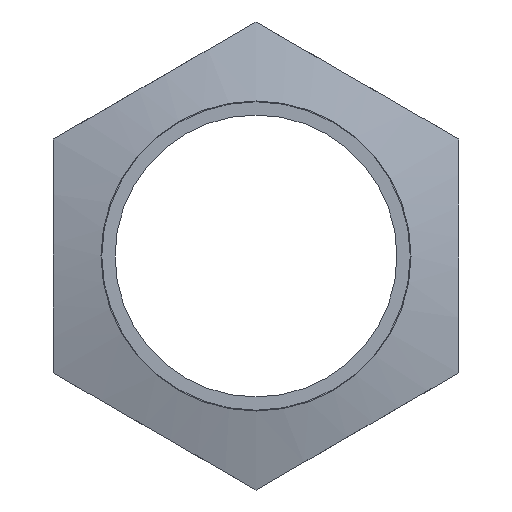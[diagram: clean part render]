
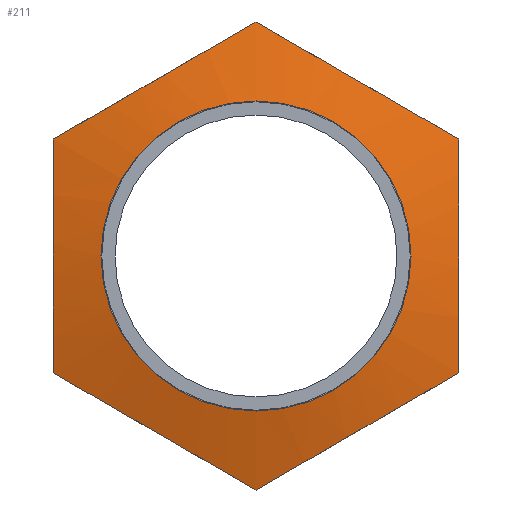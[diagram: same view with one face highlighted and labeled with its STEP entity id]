
A CAD part, left-side view. The second image highlights one B-rep face of the part: STEP entity #211.
In plain terms, the highlighted conical face has half-angle 75 degrees and reference radius 22.079 mm.
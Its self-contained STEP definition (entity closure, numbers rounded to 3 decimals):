
#16=FACE_BOUND($,#57,.T.);
#27=CIRCLE($,#230,17.6);
#35=CONICAL_SURFACE($,#229,22.079,75.);
#43=FACE_OUTER_BOUND($,#56,.T.);
#56=EDGE_LOOP($,(#165));
#57=EDGE_LOOP($,(#166,#167,#168,#169,#170,#171));
#88=(
BOUNDED_CURVE()
B_SPLINE_CURVE(2,(#311,#312,#313),.UNSPECIFIED.,.F.,.F.)
B_SPLINE_CURVE_WITH_KNOTS((3,3),(0.,2.663),.UNSPECIFIED.)
CURVE()
GEOMETRIC_REPRESENTATION_ITEM()
RATIONAL_B_SPLINE_CURVE((1.,1.155,1.))
REPRESENTATION_ITEM($)
);
#90=(
BOUNDED_CURVE()
B_SPLINE_CURVE(2,(#322,#323,#324),.UNSPECIFIED.,.F.,.F.)
B_SPLINE_CURVE_WITH_KNOTS((3,3),(0.,2.663),.UNSPECIFIED.)
CURVE()
GEOMETRIC_REPRESENTATION_ITEM()
RATIONAL_B_SPLINE_CURVE((1.,1.155,1.))
REPRESENTATION_ITEM($)
);
#92=(
BOUNDED_CURVE()
B_SPLINE_CURVE(2,(#332,#333,#334),.UNSPECIFIED.,.F.,.F.)
B_SPLINE_CURVE_WITH_KNOTS((3,3),(0.,2.663),.UNSPECIFIED.)
CURVE()
GEOMETRIC_REPRESENTATION_ITEM()
RATIONAL_B_SPLINE_CURVE((1.,1.155,1.))
REPRESENTATION_ITEM($)
);
#94=(
BOUNDED_CURVE()
B_SPLINE_CURVE(2,(#342,#343,#344),.UNSPECIFIED.,.F.,.F.)
B_SPLINE_CURVE_WITH_KNOTS((3,3),(0.,2.663),.UNSPECIFIED.)
CURVE()
GEOMETRIC_REPRESENTATION_ITEM()
RATIONAL_B_SPLINE_CURVE((1.,1.155,1.))
REPRESENTATION_ITEM($)
);
#96=(
BOUNDED_CURVE()
B_SPLINE_CURVE(2,(#352,#353,#354),.UNSPECIFIED.,.F.,.F.)
B_SPLINE_CURVE_WITH_KNOTS((3,3),(0.,2.663),.UNSPECIFIED.)
CURVE()
GEOMETRIC_REPRESENTATION_ITEM()
RATIONAL_B_SPLINE_CURVE((1.,1.155,1.))
REPRESENTATION_ITEM($)
);
#97=(
BOUNDED_CURVE()
B_SPLINE_CURVE(2,(#358,#359,#360),.UNSPECIFIED.,.F.,.F.)
B_SPLINE_CURVE_WITH_KNOTS((3,3),(0.,2.663),.UNSPECIFIED.)
CURVE()
GEOMETRIC_REPRESENTATION_ITEM()
RATIONAL_B_SPLINE_CURVE((1.,1.155,1.))
REPRESENTATION_ITEM($)
);
#101=VERTEX_POINT($,#308);
#102=VERTEX_POINT($,#310);
#104=VERTEX_POINT($,#320);
#106=VERTEX_POINT($,#330);
#108=VERTEX_POINT($,#340);
#110=VERTEX_POINT($,#350);
#111=VERTEX_POINT($,#356);
#121=EDGE_CURVE($,#102,#101,#88,.T.);
#125=EDGE_CURVE($,#101,#104,#90,.T.);
#128=EDGE_CURVE($,#104,#106,#92,.T.);
#131=EDGE_CURVE($,#106,#108,#94,.T.);
#134=EDGE_CURVE($,#108,#110,#96,.T.);
#135=EDGE_CURVE($,#111,#111,#27,.T.);
#136=EDGE_CURVE($,#110,#102,#97,.T.);
#165=ORIENTED_EDGE($,*,*,#135,.F.);
#166=ORIENTED_EDGE($,*,*,#121,.T.);
#167=ORIENTED_EDGE($,*,*,#125,.T.);
#168=ORIENTED_EDGE($,*,*,#128,.T.);
#169=ORIENTED_EDGE($,*,*,#131,.T.);
#170=ORIENTED_EDGE($,*,*,#134,.T.);
#171=ORIENTED_EDGE($,*,*,#136,.T.);
#211=ADVANCED_FACE($,(#43,#16),#35,.T.);
#229=AXIS2_PLACEMENT_3D($,#355,#265,#266);
#230=AXIS2_PLACEMENT_3D($,#357,#267,#268);
#265=DIRECTION('center_axis',(1.,0.,0.));
#266=DIRECTION('ref_axis',(0.,0.866,0.5));
#267=DIRECTION('center_axis',(-1.,0.,0.));
#268=DIRECTION('ref_axis',(0.,0.866,-0.5));
#308=CARTESIAN_POINT('',(49.4,0.,-26.558));
#310=CARTESIAN_POINT('',(49.4,23.,-13.279));
#311=CARTESIAN_POINT('Ctrl Pts',(49.4,23.,-13.279));
#312=CARTESIAN_POINT('Ctrl Pts',(47.621,11.5,-19.919));
#313=CARTESIAN_POINT('Ctrl Pts',(49.4,0.,
-26.558));
#320=CARTESIAN_POINT('',(49.4,-23.,-13.279));
#322=CARTESIAN_POINT('Ctrl Pts',(49.4,0.,
-26.558));
#323=CARTESIAN_POINT('Ctrl Pts',(47.621,-11.5,-19.919));
#324=CARTESIAN_POINT('Ctrl Pts',(49.4,-23.,-13.279));
#330=CARTESIAN_POINT('',(49.4,-23.,13.279));
#332=CARTESIAN_POINT('Ctrl Pts',(49.4,-23.,-13.279));
#333=CARTESIAN_POINT('Ctrl Pts',(47.621,-23.,0.));
#334=CARTESIAN_POINT('Ctrl Pts',(49.4,-23.,13.279));
#340=CARTESIAN_POINT('',(49.4,0.,26.558));
#342=CARTESIAN_POINT('Ctrl Pts',(49.4,-23.,13.279));
#343=CARTESIAN_POINT('Ctrl Pts',(47.621,-11.5,19.919));
#344=CARTESIAN_POINT('Ctrl Pts',(49.4,0.,26.558));
#350=CARTESIAN_POINT('',(49.4,23.,13.279));
#352=CARTESIAN_POINT('Ctrl Pts',(49.4,0.,
26.558));
#353=CARTESIAN_POINT('Ctrl Pts',(47.621,11.5,19.919));
#354=CARTESIAN_POINT('Ctrl Pts',(49.4,23.,13.279));
#355=CARTESIAN_POINT('Origin',(48.2,0.,0.));
#356=CARTESIAN_POINT('',(47.,15.242,-8.8));
#357=CARTESIAN_POINT('Origin',(47.,0.,0.));
#358=CARTESIAN_POINT('Ctrl Pts',(49.4,23.,13.279));
#359=CARTESIAN_POINT('Ctrl Pts',(47.621,23.,0.));
#360=CARTESIAN_POINT('Ctrl Pts',(49.4,23.,-13.279));
